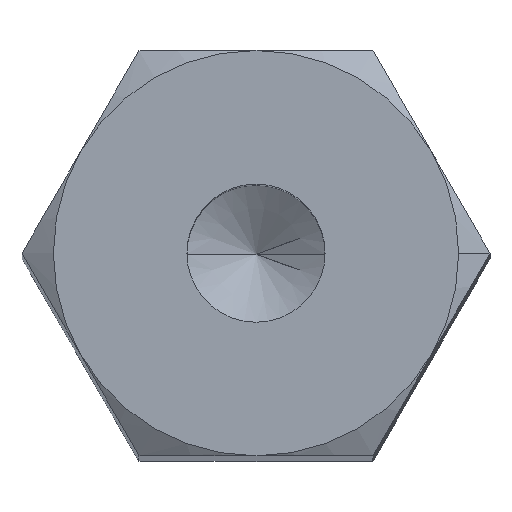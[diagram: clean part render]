
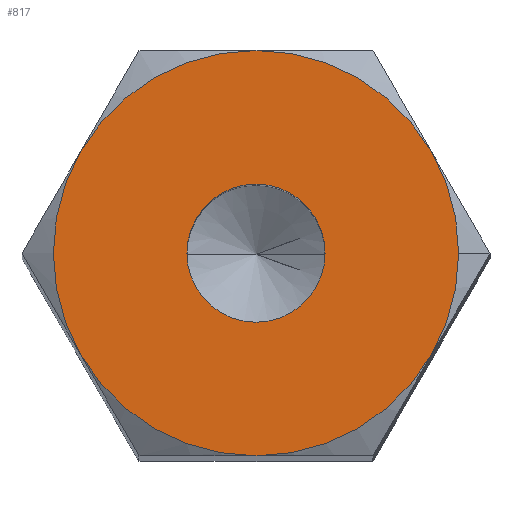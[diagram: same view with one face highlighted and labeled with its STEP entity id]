
A CAD part, top view. The second image highlights one B-rep face of the part: STEP entity #817.
In plain terms, the highlighted planar face has unit normal (0, 0, 1).
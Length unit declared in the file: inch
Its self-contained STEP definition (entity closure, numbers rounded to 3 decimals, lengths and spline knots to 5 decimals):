
#11 = CARTESIAN_POINT ( 'NONE',  ( 0., 0., 2.51969 ) ) ;
#14 = AXIS2_PLACEMENT_3D ( 'NONE', #424, #442, #431 ) ;
#31 = EDGE_CURVE ( 'NONE', #105, #713, #521, .T. ) ;
#47 = VERTEX_POINT ( 'NONE', #879 ) ;
#65 = CARTESIAN_POINT ( 'NONE',  ( 0., 0.15625, 2.51969 ) ) ;
#75 = DIRECTION ( 'NONE',  ( 1., 0., 0. ) ) ;
#87 = CARTESIAN_POINT ( 'NONE',  ( 0., 0., 2.51969 ) ) ;
#92 = EDGE_CURVE ( 'NONE', #144, #479, #454, .T. ) ;
#94 = CARTESIAN_POINT ( 'NONE',  ( 0., 0., 2.51969 ) ) ;
#104 = ORIENTED_EDGE ( 'NONE', *, *, #92, .T. ) ;
#105 = VERTEX_POINT ( 'NONE', #935 ) ;
#117 = ORIENTED_EDGE ( 'NONE', *, *, #975, .T. ) ;
#125 = VERTEX_POINT ( 'NONE', #338 ) ;
#126 = EDGE_LOOP ( 'NONE', ( #410, #229, #526, #104, #967, #833, #117 ) ) ;
#144 = VERTEX_POINT ( 'NONE', #65 ) ;
#160 = DIRECTION ( 'NONE',  ( 1., 0., 0. ) ) ;
#168 = AXIS2_PLACEMENT_3D ( 'NONE', #949, #947, #939 ) ;
#171 = VERTEX_POINT ( 'NONE', #742 ) ;
#173 = AXIS2_PLACEMENT_3D ( 'NONE', #555, #508, #271 ) ;
#179 = EDGE_CURVE ( 'NONE', #479, #105, #948, .T. ) ;
#194 = AXIS2_PLACEMENT_3D ( 'NONE', #419, #267, #160 ) ;
#205 = ORIENTED_EDGE ( 'NONE', *, *, #341, .F. ) ;
#207 = EDGE_LOOP ( 'NONE', ( #205, #901 ) ) ;
#215 = CIRCLE ( 'NONE', #831, 0.15625 ) ;
#229 = ORIENTED_EDGE ( 'NONE', *, *, #707, .T. ) ;
#234 = CARTESIAN_POINT ( 'NONE',  ( -0.05325, 0., 2.51969 ) ) ;
#247 = CARTESIAN_POINT ( 'NONE',  ( 0., 0., 2.51969 ) ) ;
#267 = DIRECTION ( 'NONE',  ( 0., 0., 1. ) ) ;
#271 = DIRECTION ( 'NONE',  ( 1., 0., 0. ) ) ;
#288 = FACE_BOUND ( 'NONE', #207, .T. ) ;
#291 = DIRECTION ( 'NONE',  ( 1., 0., 0. ) ) ;
#296 = EDGE_CURVE ( 'NONE', #47, #125, #566, .T. ) ;
#326 = CIRCLE ( 'NONE', #961, 0.05325 ) ;
#338 = CARTESIAN_POINT ( 'NONE',  ( 0.15625, 0., 2.51969 ) ) ;
#341 = EDGE_CURVE ( 'NONE', #698, #743, #787, .T. ) ;
#371 = DIRECTION ( 'NONE',  ( 0., 0., 1. ) ) ;
#397 = AXIS2_PLACEMENT_3D ( 'NONE', #715, #703, #706 ) ;
#405 = DIRECTION ( 'NONE',  ( 0., 0., 1. ) ) ;
#410 = ORIENTED_EDGE ( 'NONE', *, *, #296, .T. ) ;
#417 = PLANE ( 'NONE',  #902 ) ;
#419 = CARTESIAN_POINT ( 'NONE',  ( 0., 0., 2.51969 ) ) ;
#421 = DIRECTION ( 'NONE',  ( 0., 0., 1. ) ) ;
#424 = CARTESIAN_POINT ( 'NONE',  ( 0., 0., 2.51969 ) ) ;
#426 = EDGE_CURVE ( 'NONE', #743, #698, #326, .T. ) ;
#431 = DIRECTION ( 'NONE',  ( 1., 0., 0. ) ) ;
#436 = DIRECTION ( 'NONE',  ( 0., 0., 1. ) ) ;
#442 = DIRECTION ( 'NONE',  ( 0., 0., 1. ) ) ;
#454 = CIRCLE ( 'NONE', #168, 0.15625 ) ;
#479 = VERTEX_POINT ( 'NONE', #744 ) ;
#508 = DIRECTION ( 'NONE',  ( 0., 0., 1. ) ) ;
#521 = CIRCLE ( 'NONE', #397, 0.15625 ) ;
#526 = ORIENTED_EDGE ( 'NONE', *, *, #880, .T. ) ;
#555 = CARTESIAN_POINT ( 'NONE',  ( 0., 0., 2.51969 ) ) ;
#566 = CIRCLE ( 'NONE', #194, 0.15625 ) ;
#630 = CIRCLE ( 'NONE', #926, 0.15625 ) ;
#638 = FACE_OUTER_BOUND ( 'NONE', #126, .T. ) ;
#660 = CIRCLE ( 'NONE', #760, 0.15625 ) ;
#698 = VERTEX_POINT ( 'NONE', #885 ) ;
#703 = DIRECTION ( 'NONE',  ( 0., 0., 1. ) ) ;
#706 = DIRECTION ( 'NONE',  ( 1., 0., 0. ) ) ;
#707 = EDGE_CURVE ( 'NONE', #125, #171, #660, .T. ) ;
#713 = VERTEX_POINT ( 'NONE', #741 ) ;
#715 = CARTESIAN_POINT ( 'NONE',  ( 0., 0., 2.51969 ) ) ;
#724 = DIRECTION ( 'NONE',  ( 0., 0., 1. ) ) ;
#741 = CARTESIAN_POINT ( 'NONE',  ( 0., -0.15625, 2.51969 ) ) ;
#742 = CARTESIAN_POINT ( 'NONE',  ( 0.13532, 0.07813, 2.51969 ) ) ;
#743 = VERTEX_POINT ( 'NONE', #234 ) ;
#744 = CARTESIAN_POINT ( 'NONE',  ( -0.13532, 0.07813, 2.51969 ) ) ;
#760 = AXIS2_PLACEMENT_3D ( 'NONE', #87, #421, #921 ) ;
#781 = DIRECTION ( 'NONE',  ( 1., 0., 0. ) ) ;
#787 = CIRCLE ( 'NONE', #14, 0.05325 ) ;
#817 = ADVANCED_FACE ( 'NONE', ( #288, #638 ), #417, .T. ) ;
#831 = AXIS2_PLACEMENT_3D ( 'NONE', #247, #371, #781 ) ;
#833 = ORIENTED_EDGE ( 'NONE', *, *, #31, .T. ) ;
#860 = DIRECTION ( 'NONE',  ( 1., 0., 0. ) ) ;
#879 = CARTESIAN_POINT ( 'NONE',  ( 0.13532, -0.07813, 2.51969 ) ) ;
#880 = EDGE_CURVE ( 'NONE', #171, #144, #215, .T. ) ;
#885 = CARTESIAN_POINT ( 'NONE',  ( 0.05325, 0., 2.51969 ) ) ;
#901 = ORIENTED_EDGE ( 'NONE', *, *, #426, .F. ) ;
#902 = AXIS2_PLACEMENT_3D ( 'NONE', #912, #724, #75 ) ;
#912 = CARTESIAN_POINT ( 'NONE',  ( 0., 0., 2.51969 ) ) ;
#921 = DIRECTION ( 'NONE',  ( 1., 0., 0. ) ) ;
#926 = AXIS2_PLACEMENT_3D ( 'NONE', #94, #436, #860 ) ;
#935 = CARTESIAN_POINT ( 'NONE',  ( -0.13532, -0.07813, 2.51969 ) ) ;
#939 = DIRECTION ( 'NONE',  ( 1., 0., 0. ) ) ;
#947 = DIRECTION ( 'NONE',  ( 0., 0., 1. ) ) ;
#948 = CIRCLE ( 'NONE', #173, 0.15625 ) ;
#949 = CARTESIAN_POINT ( 'NONE',  ( 0., 0., 2.51969 ) ) ;
#961 = AXIS2_PLACEMENT_3D ( 'NONE', #11, #405, #291 ) ;
#967 = ORIENTED_EDGE ( 'NONE', *, *, #179, .T. ) ;
#975 = EDGE_CURVE ( 'NONE', #713, #47, #630, .T. ) ;
